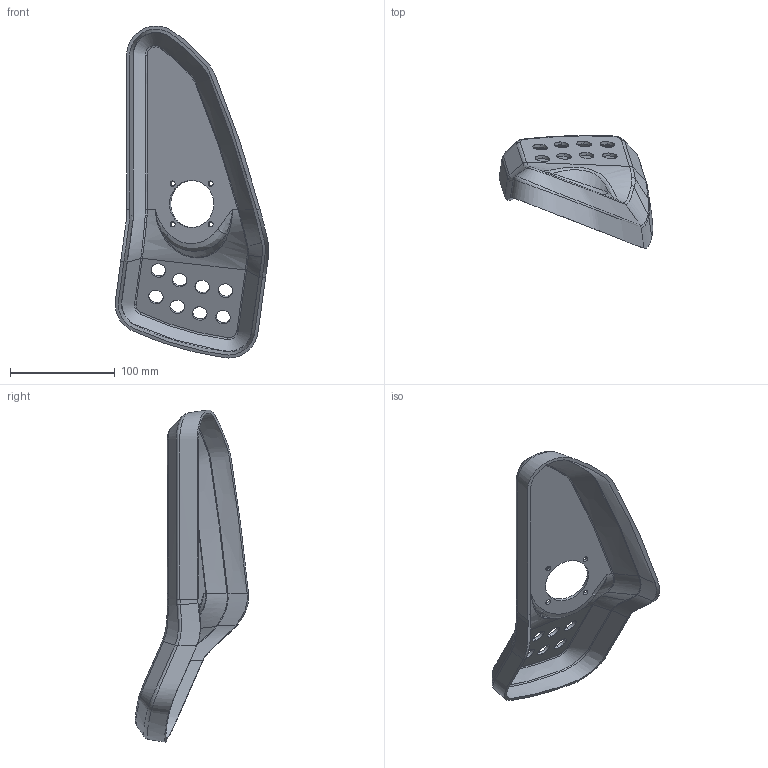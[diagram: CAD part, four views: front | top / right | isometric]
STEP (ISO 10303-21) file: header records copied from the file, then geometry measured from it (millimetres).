
FILE_DESCRIPTION (( 'STEP AP203' ), '1' );
FILE_NAME ('UWP-01008.STEP', '2017-03-02T19:43:03', ( '' ), ( '' ), 'SwSTEP 2.0', 'SolidWorks 2013', '' );
FILE_SCHEMA (( 'CONFIG_CONTROL_DESIGN' ));
Length unit declared in the file: millimetre
Products named in the file (1): UWP-01008
Bounding box: 146.61 x 108.07 x 316.67 mm (x, y, z)
Volume: 147550.9 mm3; surface area: 104094.5 mm2
Topology: 1 solids, 1 shells, 116 faces, 371 edges, 253 vertices
Faces by surface type: bspline 100, cylinder 10, plane 6
Entity records: 23390 total; most frequent: CARTESIAN_POINT 20895, ORIENTED_EDGE 734, EDGE_CURVE 367, VERTEX_POINT 253, B_SPLINE_CURVE_WITH_KNOTS 246, DIRECTION 169, EDGE_LOOP 142, FACE_OUTER_BOUND 116
